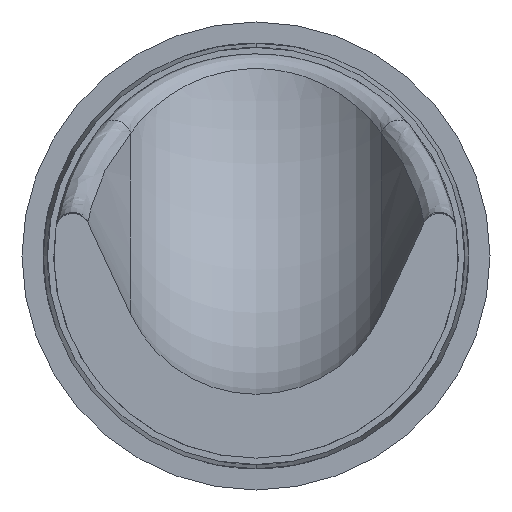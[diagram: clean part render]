
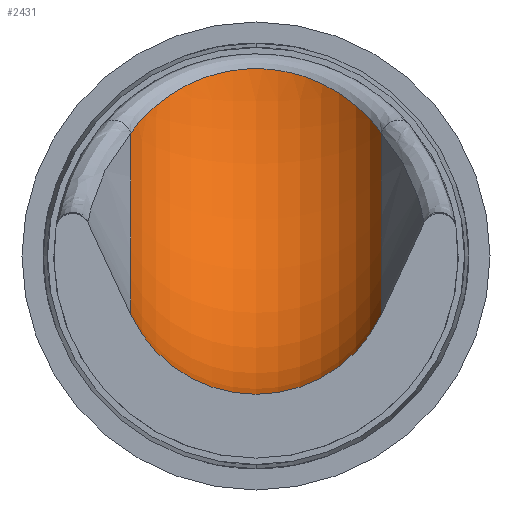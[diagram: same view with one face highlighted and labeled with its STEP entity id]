
A CAD part, front view. The second image highlights one B-rep face of the part: STEP entity #2431.
In plain terms, the highlighted toroidal (fillet/blend) face has major radius 1.114 mm and minor radius 0.65 mm.
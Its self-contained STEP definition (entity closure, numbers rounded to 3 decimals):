
#14 = CARTESIAN_POINT ( 'NONE',  ( -0.589, -36.2, -0.275 ) ) ;
#219 = CARTESIAN_POINT ( 'NONE',  ( 0., -36.2, -0.65 ) ) ;
#251 = CARTESIAN_POINT ( 'NONE',  ( -0.54, -34.798, 0.64 ) ) ;
#258 = DIRECTION ( 'NONE',  ( 0., 0., -1. ) ) ;
#277 = CARTESIAN_POINT ( 'NONE',  ( 0.071, -34.451, 0.881 ) ) ;
#432 = ORIENTED_EDGE ( 'NONE', *, *, #4439, .T. ) ;
#477 = CIRCLE ( 'NONE', #1966, 1.389 ) ;
#646 = CARTESIAN_POINT ( 'NONE',  ( -0.431, -34.639, 0.74 ) ) ;
#653 = CIRCLE ( 'NONE', #1646, 1.389 ) ;
#665 = CARTESIAN_POINT ( 'NONE',  ( -0.074, -34.451, 0.88 ) ) ;
#669 = ORIENTED_EDGE ( 'NONE', *, *, #4405, .T. ) ;
#682 = CARTESIAN_POINT ( 'NONE',  ( 0.274, -34.516, 0.83 ) ) ;
#820 = TOROIDAL_SURFACE ( 'NONE', #2921, 1.114, 0.65 ) ;
#878 = VERTEX_POINT ( 'NONE', #2139 ) ;
#932 = CARTESIAN_POINT ( 'NONE',  ( 0., -36.2, 0. ) ) ;
#994 = ORIENTED_EDGE ( 'NONE', *, *, #3944, .T. ) ;
#1046 = CARTESIAN_POINT ( 'NONE',  ( -0.589, -36.2, 1.114 ) ) ;
#1092 = DIRECTION ( 'NONE',  ( 1., 0., 0. ) ) ;
#1194 = CIRCLE ( 'NONE', #2075, 0.65 ) ;
#1292 = DIRECTION ( 'NONE',  ( 0., 0., -1. ) ) ;
#1404 = DIRECTION ( 'NONE',  ( 0., 0., -1. ) ) ;
#1486 = ORIENTED_EDGE ( 'NONE', *, *, #2387, .F. ) ;
#1534 = DIRECTION ( 'NONE',  ( 0., 0., -1. ) ) ;
#1574 = CARTESIAN_POINT ( 'NONE',  ( -0.589, -34.919, 0.578 ) ) ;
#1578 = EDGE_LOOP ( 'NONE', ( #669, #994, #1486, #432, #4235 ) ) ;
#1646 = AXIS2_PLACEMENT_3D ( 'NONE', #4202, #2432, #258 ) ;
#1826 = CARTESIAN_POINT ( 'NONE',  ( 0.589, -36.2, -0.275 ) ) ;
#1897 = CARTESIAN_POINT ( 'NONE',  ( 0., -36.2, 0. ) ) ;
#1907 = EDGE_CURVE ( 'Defeature ausgef�hrt1_6+Defeature ausgef�hrt1_5+Defeature ausgef�hrt1_8+Defeature ausgef�hrt1_7', #3906, #3535, #1194, .T. ) ;
#1926 = VERTEX_POINT ( 'NONE', #1574 ) ;
#1966 = AXIS2_PLACEMENT_3D ( 'NONE', #1046, #4639, #1404 ) ;
#2075 = AXIS2_PLACEMENT_3D ( 'NONE', #1897, #2241, #1534 ) ;
#2139 = CARTESIAN_POINT ( 'NONE',  ( 0.589, -34.919, 0.578 ) ) ;
#2241 = DIRECTION ( 'NONE',  ( 0., -1., 0. ) ) ;
#2372 = AXIS2_PLACEMENT_3D ( 'NONE', #932, #2386, #1292 ) ;
#2386 = DIRECTION ( 'NONE',  ( 0., -1., 0. ) ) ;
#2387 = EDGE_CURVE ( 'Defeature ausgef�hrt1_8+Defeature ausgef�hrt1_6+Defeature ausgef�hrt1_4+Defeature ausgef�hrt1_40', #3432, #1926, #477, .T. ) ;
#2431 = ADVANCED_FACE ( 'Defeature ausgef�hrt1_6', ( #2782 ), #820, .F. ) ;
#2432 = DIRECTION ( 'NONE',  ( 1., 0., 0. ) ) ;
#2439 = CARTESIAN_POINT ( 'NONE',  ( 0.546, -34.793, 0.637 ) ) ;
#2454 = CARTESIAN_POINT ( 'NONE',  ( 0.589, -34.919, 0.578 ) ) ;
#2466 = CARTESIAN_POINT ( 'NONE',  ( 0.332, -34.552, 0.802 ) ) ;
#2782 = FACE_OUTER_BOUND ( 'NONE', #1578, .T. ) ;
#2829 = CARTESIAN_POINT ( 'NONE',  ( -0.567, -34.856, 0.608 ) ) ;
#2921 = AXIS2_PLACEMENT_3D ( 'NONE', #4393, #1092, #4360 ) ;
#3168 = CARTESIAN_POINT ( 'NONE',  ( -0.275, -34.517, 0.829 ) ) ;
#3181 = CARTESIAN_POINT ( 'NONE',  ( -0.589, -34.919, 0.578 ) ) ;
#3358 = B_SPLINE_CURVE_WITH_KNOTS ( 'NONE', 3,
 ( #2454, #2439, #4259, #2466, #682, #4688, #277, #665, #4312, #3168, #4277, #646, #4654, #251, #2829, #3181 ),
 .UNSPECIFIED., .F., .F.,
 ( 4, 2, 2, 2, 2, 2, 2, 4 ),
 ( 0., 0., 0.001, 0.001, 0.001, 0.001, 0.002, 0.002 ),
 .UNSPECIFIED. ) ;
#3432 = VERTEX_POINT ( 'NONE', #14 ) ;
#3535 = VERTEX_POINT ( 'NONE', #1826 ) ;
#3906 = VERTEX_POINT ( 'NONE', #219 ) ;
#3944 = EDGE_CURVE ( 'Defeature ausgef�hrt1_6+Defeature ausgef�hrt1_41+Defeature ausgef�hrt1_7+Defeature ausgef�hrt1_8', #878, #1926, #3358, .T. ) ;
#4179 = CIRCLE ( 'NONE', #2372, 0.65 ) ;
#4202 = CARTESIAN_POINT ( 'NONE',  ( 0.589, -36.2, 1.114 ) ) ;
#4235 = ORIENTED_EDGE ( 'NONE', *, *, #1907, .T. ) ;
#4259 = CARTESIAN_POINT ( 'NONE',  ( 0.48, -34.681, 0.71 ) ) ;
#4277 = CARTESIAN_POINT ( 'NONE',  ( -0.333, -34.553, 0.801 ) ) ;
#4312 = CARTESIAN_POINT ( 'NONE',  ( -0.146, -34.466, 0.869 ) ) ;
#4360 = DIRECTION ( 'NONE',  ( 0., 0., -1. ) ) ;
#4393 = CARTESIAN_POINT ( 'NONE',  ( 0., -36.2, 1.114 ) ) ;
#4405 = EDGE_CURVE ( 'Defeature ausgef�hrt1_6+Defeature ausgef�hrt1_7+Defeature ausgef�hrt1_5+Defeature ausgef�hrt1_41', #3535, #878, #653, .T. ) ;
#4439 = EDGE_CURVE ( 'Defeature ausgef�hrt1_6+Defeature ausgef�hrt1_5+Defeature ausgef�hrt1_8+Defeature ausgef�hrt1_7', #3432, #3906, #4179, .T. ) ;
#4639 = DIRECTION ( 'NONE',  ( 1., 0., 0. ) ) ;
#4654 = CARTESIAN_POINT ( 'NONE',  ( -0.473, -34.69, 0.706 ) ) ;
#4688 = CARTESIAN_POINT ( 'NONE',  ( 0.143, -34.465, 0.869 ) ) ;
